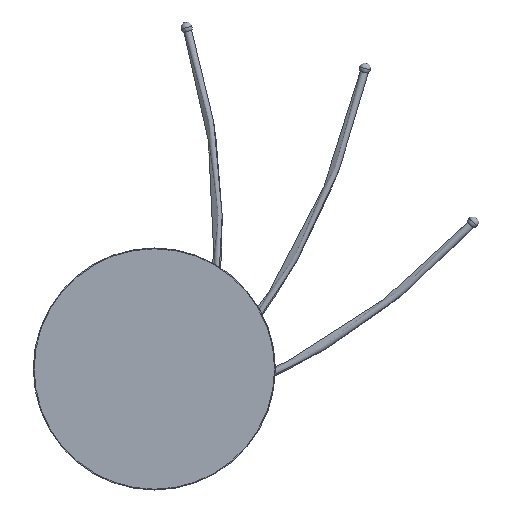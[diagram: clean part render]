
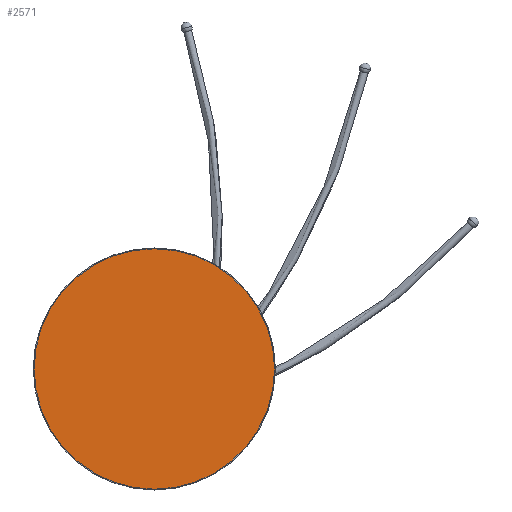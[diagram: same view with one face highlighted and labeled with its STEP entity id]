
A CAD part, front view. The second image highlights one B-rep face of the part: STEP entity #2571.
In plain terms, the highlighted planar face has unit normal (0, -1, 0).
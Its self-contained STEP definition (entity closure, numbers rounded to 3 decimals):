
#5 = CARTESIAN_POINT ( 'NONE',  ( 0., 0., 149. ) ) ;
#149 = CARTESIAN_POINT ( 'NONE',  ( 0., 0., 0. ) ) ;
#150 = DIRECTION ( 'NONE',  ( 0., -1., 0. ) ) ;
#151 = DIRECTION ( 'NONE',  ( 0., 0., -1. ) ) ;
#705 = CARTESIAN_POINT ( 'NONE',  ( 0., 0., -149. ) ) ;
#807 = CIRCLE ( 'NONE', #3974, 149. ) ;
#993 = EDGE_CURVE ( 'NONE', #1471, #1547, #4651, .T. ) ;
#1334 = CARTESIAN_POINT ( 'NONE',  ( 0., 0., 0. ) ) ;
#1340 = PLANE ( 'NONE',  #4934 ) ;
#1344 = DIRECTION ( 'NONE',  ( 0., -1., 0. ) ) ;
#1345 = DIRECTION ( 'NONE',  ( 0., 0., -1. ) ) ;
#1471 = VERTEX_POINT ( 'NONE', #5 ) ;
#1547 = VERTEX_POINT ( 'NONE', #705 ) ;
#1642 = EDGE_LOOP ( 'NONE', ( #5250, #5263 ) ) ;
#1711 = DIRECTION ( 'NONE',  ( 0., 0., -1. ) ) ;
#1758 = CARTESIAN_POINT ( 'NONE',  ( 0., 0., 0. ) ) ;
#1808 = DIRECTION ( 'NONE',  ( 0., -1., 0. ) ) ;
#2380 = FACE_OUTER_BOUND ( 'NONE', #1642, .T. ) ;
#2571 = ADVANCED_FACE ( 'NONE', ( #2380 ), #1340, .T. ) ;
#3974 = AXIS2_PLACEMENT_3D ( 'NONE', #149, #150, #151 ) ;
#4651 = CIRCLE ( 'NONE', #4737, 149. ) ;
#4737 = AXIS2_PLACEMENT_3D ( 'NONE', #1758, #1808, #1711 ) ;
#4836 = EDGE_CURVE ( 'NONE', #1547, #1471, #807, .T. ) ;
#4934 = AXIS2_PLACEMENT_3D ( 'NONE', #1334, #1344, #1345 ) ;
#5250 = ORIENTED_EDGE ( 'NONE', *, *, #4836, .T. ) ;
#5263 = ORIENTED_EDGE ( 'NONE', *, *, #993, .T. ) ;
